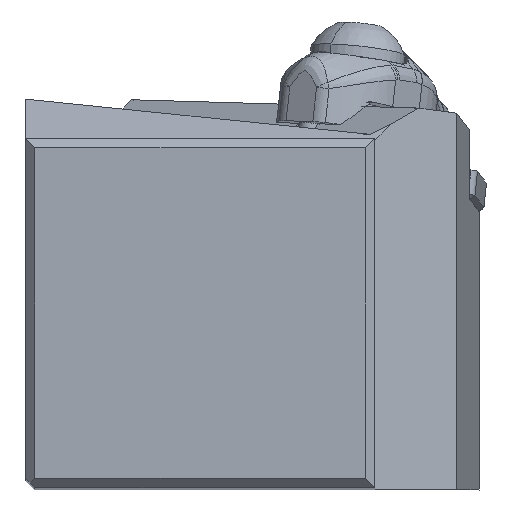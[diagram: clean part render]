
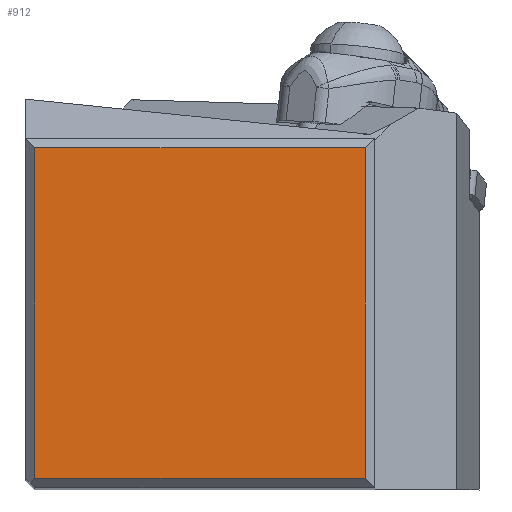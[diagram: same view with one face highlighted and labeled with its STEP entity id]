
A CAD part, top view. The second image highlights one B-rep face of the part: STEP entity #912.
In plain terms, the highlighted planar face has unit normal (0, 0, 1).
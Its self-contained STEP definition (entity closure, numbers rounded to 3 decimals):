
#671=FACE_OUTER_BOUND('',#1270,.T.);
#912=ADVANCED_FACE('',(#671),#1162,.T.);
#1162=PLANE('',#4476);
#1270=EDGE_LOOP('',(#1618,#1619,#1620,#1621));
#1618=ORIENTED_EDGE('',*,*,#3274,.T.);
#1619=ORIENTED_EDGE('',*,*,#3278,.T.);
#1620=ORIENTED_EDGE('',*,*,#3216,.F.);
#1621=ORIENTED_EDGE('',*,*,#3277,.F.);
#2807=VERTEX_POINT('',#6034);
#2808=VERTEX_POINT('',#6036);
#2850=VERTEX_POINT('',#6149);
#2851=VERTEX_POINT('',#6151);
#3216=EDGE_CURVE('',#2807,#2808,#3856,.T.);
#3274=EDGE_CURVE('',#2851,#2850,#3902,.T.);
#3277=EDGE_CURVE('',#2851,#2807,#3905,.T.);
#3278=EDGE_CURVE('',#2850,#2808,#3906,.T.);
#3856=LINE('',#6035,#4084);
#3902=LINE('',#6150,#4130);
#3905=LINE('',#6155,#4133);
#3906=LINE('',#6157,#4134);
#4084=VECTOR('',#4928,1.);
#4130=VECTOR('',#5026,1.);
#4133=VECTOR('',#5031,1.);
#4134=VECTOR('',#5034,1.);
#4476=AXIS2_PLACEMENT_3D('',#6158,#5035,#5036);
#4928=DIRECTION('',(-1.,0.,0.));
#5026=DIRECTION('',(-1.,0.,0.));
#5031=DIRECTION('',(0.,-1.,0.));
#5034=DIRECTION('',(0.,-1.,0.));
#5035=DIRECTION('',(0.,0.,1.));
#5036=DIRECTION('',(1.,0.,0.));
#6034=CARTESIAN_POINT('',(37.1,1.,0.));
#6035=CARTESIAN_POINT('',(37.1,1.,0.));
#6036=CARTESIAN_POINT('',(1.,1.,0.));
#6149=CARTESIAN_POINT('',(1.,37.1,0.));
#6150=CARTESIAN_POINT('',(37.1,37.1,0.));
#6151=CARTESIAN_POINT('',(37.1,37.1,0.));
#6155=CARTESIAN_POINT('',(37.1,37.1,0.));
#6157=CARTESIAN_POINT('',(1.,37.1,0.));
#6158=CARTESIAN_POINT('',(19.05,19.05,0.));
